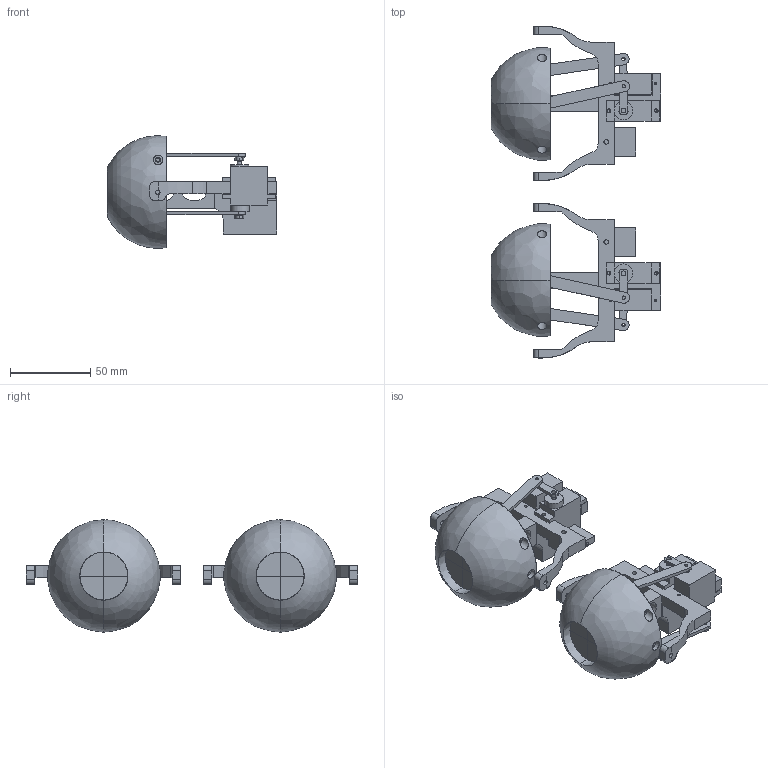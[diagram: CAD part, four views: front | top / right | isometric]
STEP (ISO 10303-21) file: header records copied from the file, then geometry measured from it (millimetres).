
FILE_DESCRIPTION(/* description */ (''),/* implementation_level */ '2;1');
FILE_NAME(/* name */ 'Head-EyesHighLow-added.step',/* time_stamp */ '2024-07-18T17:25:09+02:00',/* author */ (''),/* organization */ (''),/* preprocessor_version */ 'ST-DEVELOPER v20',/* originating_system */ 'Autodesk Translation Framework v13.14.0.145',/* authorisation */ '');
FILE_SCHEMA (('AUTOMOTIVE_DESIGN { 1 0 10303 214 3 1 1 }'));
Length unit declared in the file: millimetre
Products named in the file (3): OgenJan5; Eye-assembly-Left; Eye-assembly-Right
Assembly tree (2 placements, depth 2):
  OgenJan5
    Eye-assembly-Left
    Eye-assembly-Right
Bounding box: 105.49 x 206.37 x 69.98 mm (x, y, z)
Volume: 155753.4 mm3; surface area: 82246.2 mm2
Topology: 20 solids, 20 shells, 554 faces, 1419 edges, 912 vertices
Faces by surface type: plane 306, cylinder 182, cone 34, bspline 28, torus 4
Full cylindrical faces by diameter (mm): 1.5 x8, 2 x10, 2.2 x8, 2.5 x8, 2.75 x4, 2.8 x10, 3 x20, 3.5 x4, 4 x2, 6 x8, 7 x2, 8 x2, 10 x6, 11.5 x4
Entity records: 19595 total; most frequent: CARTESIAN_POINT 5927, ORIENTED_EDGE 2804, DIRECTION 2740, EDGE_CURVE 1402, AXIS2_PLACEMENT_3D 961, VERTEX_POINT 912, LINE 818, VECTOR 818
